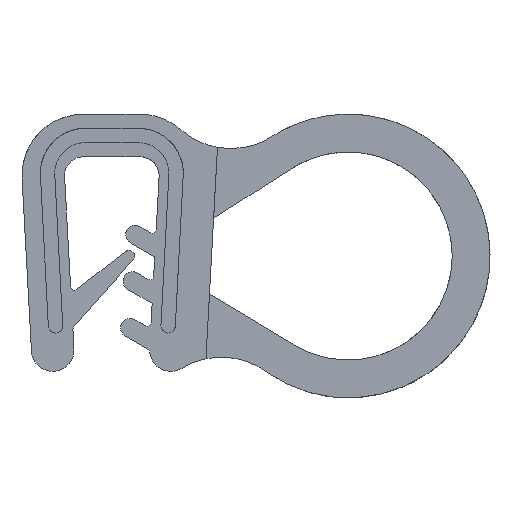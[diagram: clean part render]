
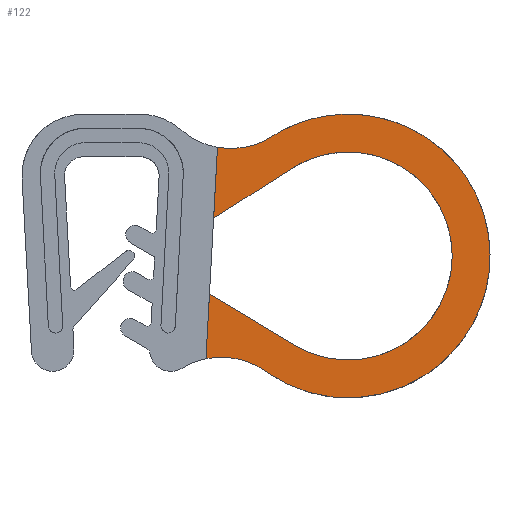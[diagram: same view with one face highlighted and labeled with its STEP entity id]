
A CAD part, front view. The second image highlights one B-rep face of the part: STEP entity #122.
In plain terms, the highlighted free-form (B-spline) face has degree [1, 1] with [2, 2] control points.
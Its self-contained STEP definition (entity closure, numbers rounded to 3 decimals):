
#5=CARTESIAN_POINT('',(4.228,0.0,0.749));
#6=CARTESIAN_POINT('',(20.75,0.0,0.749));
#7=CARTESIAN_POINT('',(4.228,0.0,-15.749));
#8=CARTESIAN_POINT('',(20.75,0.0,-15.749));
#9=B_SPLINE_SURFACE_WITH_KNOTS('',1,1,((#5,#7),(#6,#8)),.UNSPECIFIED.,.F.,.F.,.U.,(2,2),(2,2),(0.0,16.523),(0.0,16.498),.UNSPECIFIED.);
#10=CARTESIAN_POINT('',(5.588,0.0,-1.752));
#11=VERTEX_POINT('',#10);
#12=CARTESIAN_POINT('',(8.456,0.0,-1.184));
#13=VERTEX_POINT('',#12);
#14=CARTESIAN_POINT('',(5.588,0.0,-1.752));
#15=CARTESIAN_POINT('',(7.133,0.0,-2.031));
#16=CARTESIAN_POINT('',(8.456,0.0,-1.184));
#24=(BOUNDED_CURVE()B_SPLINE_CURVE(2,(#14,#15,#16),.UNSPECIFIED.,.F.,.U.)CURVE()GEOMETRIC_REPRESENTATION_ITEM()QUASI_UNIFORM_CURVE()RATIONAL_B_SPLINE_CURVE((1.0,0.931,1.0))REPRESENTATION_ITEM(''));
#25=EDGE_CURVE('',#11,#13,#24,.T.);
#26=ORIENTED_EDGE('',*,*,#25,.F.);
#27=CARTESIAN_POINT('',(5.383,0.0,-5.5));
#28=VERTEX_POINT('',#27);
#29=CARTESIAN_POINT('',(5.383,0.0,-5.5));
#30=CARTESIAN_POINT('',(5.588,0.0,-1.752));
#31=QUASI_UNIFORM_CURVE('',1,(#29,#30),.UNSPECIFIED.,.F.,.U.);
#32=EDGE_CURVE('',#28,#11,#31,.T.);
#33=ORIENTED_EDGE('',*,*,#32,.F.);
#34=CARTESIAN_POINT('',(9.555,0.0,-2.855));
#35=VERTEX_POINT('',#34);
#36=CARTESIAN_POINT('',(9.555,0.0,-2.855));
#37=CARTESIAN_POINT('',(5.383,0.0,-5.5));
#38=QUASI_UNIFORM_CURVE('',1,(#36,#37),.UNSPECIFIED.,.F.,.U.);
#39=EDGE_CURVE('',#35,#28,#38,.T.);
#40=ORIENTED_EDGE('',*,*,#39,.F.);
#41=CARTESIAN_POINT('',(9.66,0.0,-12.21));
#42=VERTEX_POINT('',#41);
#43=CARTESIAN_POINT('',(9.66,0.0,-12.21));
#44=CARTESIAN_POINT('',(10.051,0.0,-12.446));
#45=CARTESIAN_POINT('',(10.78,0.0,-12.769));
#46=CARTESIAN_POINT('',(11.917,0.0,-13.003));
#47=CARTESIAN_POINT('',(12.988,0.0,-13.015));
#48=CARTESIAN_POINT('',(14.22,0.0,-12.781));
#49=CARTESIAN_POINT('',(15.506,0.0,-12.194));
#50=CARTESIAN_POINT('',(16.577,0.0,-11.271));
#51=CARTESIAN_POINT('',(17.412,0.0,-10.101));
#52=CARTESIAN_POINT('',(17.88,0.0,-8.897));
#53=CARTESIAN_POINT('',(18.05,0.0,-7.5));
#54=CARTESIAN_POINT('',(17.894,0.0,-6.096));
#55=CARTESIAN_POINT('',(17.364,0.0,-4.817));
#56=CARTESIAN_POINT('',(16.495,0.0,-3.635));
#57=CARTESIAN_POINT('',(15.424,0.0,-2.755));
#58=CARTESIAN_POINT('',(14.184,0.0,-2.222));
#59=CARTESIAN_POINT('',(12.927,0.0,-1.969));
#60=CARTESIAN_POINT('',(11.36,0.0,-2.009));
#61=CARTESIAN_POINT('',(10.171,0.0,-2.463));
#62=CARTESIAN_POINT('',(9.555,0.0,-2.855));
#63=B_SPLINE_CURVE_WITH_KNOTS('',3,(#43,#44,#45,#46,#47,#48,#49,#50,#51,#52,#53,#54,#55,#56,#57,#58,#59,#60,#61,#62),.UNSPECIFIED.,.F.,.U.,(4,1,1,1,1,1,1,1,1,1,1,1,1,1,1,1,1,4),(0.,1.369,2.374,3.469,4.565,6.117,7.669,8.764,10.407,11.503,12.964,14.607,15.611,17.346,18.715,19.628,21.18,23.371),.UNSPECIFIED.);
#64=EDGE_CURVE('',#42,#35,#63,.T.);
#65=ORIENTED_EDGE('',*,*,#64,.F.);
#66=CARTESIAN_POINT('',(5.165,0.0,-9.5));
#67=VERTEX_POINT('',#66);
#68=CARTESIAN_POINT('',(5.165,0.0,-9.5));
#69=CARTESIAN_POINT('',(9.66,0.0,-12.21));
#70=QUASI_UNIFORM_CURVE('',1,(#68,#69),.UNSPECIFIED.,.F.,.U.);
#71=EDGE_CURVE('',#67,#42,#70,.T.);
#72=ORIENTED_EDGE('',*,*,#71,.F.);
#73=CARTESIAN_POINT('',(4.978,0.0,-12.932));
#74=VERTEX_POINT('',#73);
#75=CARTESIAN_POINT('',(4.978,0.0,-12.932));
#76=CARTESIAN_POINT('',(5.165,0.0,-9.5));
#77=QUASI_UNIFORM_CURVE('',1,(#75,#76),.UNSPECIFIED.,.F.,.U.);
#78=EDGE_CURVE('',#74,#67,#77,.T.);
#79=ORIENTED_EDGE('',*,*,#78,.F.);
#80=CARTESIAN_POINT('',(8.13,0.0,-13.596));
#81=VERTEX_POINT('',#80);
#82=CARTESIAN_POINT('',(8.13,0.0,-13.596));
#83=CARTESIAN_POINT('',(6.7,0.0,-12.57));
#84=CARTESIAN_POINT('',(4.978,0.0,-12.932));
#92=(BOUNDED_CURVE()B_SPLINE_CURVE(2,(#82,#83,#84),.UNSPECIFIED.,.F.,.U.)CURVE()GEOMETRIC_REPRESENTATION_ITEM()QUASI_UNIFORM_CURVE()RATIONAL_B_SPLINE_CURVE((1.0,0.915,1.0))REPRESENTATION_ITEM(''));
#93=EDGE_CURVE('',#81,#74,#92,.T.);
#94=ORIENTED_EDGE('',*,*,#93,.F.);
#95=CARTESIAN_POINT('',(8.13,0.0,-13.596));
#96=CARTESIAN_POINT('',(8.612,0.0,-13.941));
#97=CARTESIAN_POINT('',(9.769,0.0,-14.578));
#98=CARTESIAN_POINT('',(11.637,0.0,-15.038));
#99=CARTESIAN_POINT('',(13.469,0.0,-14.998));
#100=CARTESIAN_POINT('',(15.287,0.0,-14.552));
#101=CARTESIAN_POINT('',(16.868,0.0,-13.697));
#102=CARTESIAN_POINT('',(18.208,0.0,-12.452));
#103=CARTESIAN_POINT('',(19.086,0.0,-11.196));
#104=CARTESIAN_POINT('',(19.641,0.0,-9.908));
#105=CARTESIAN_POINT('',(19.961,0.0,-8.588));
#106=CARTESIAN_POINT('',(20.061,0.0,-6.932));
#107=CARTESIAN_POINT('',(19.698,0.0,-5.084));
#108=CARTESIAN_POINT('',(18.877,0.0,-3.446));
#109=CARTESIAN_POINT('',(17.892,0.0,-2.219));
#110=CARTESIAN_POINT('',(16.689,0.0,-1.205));
#111=CARTESIAN_POINT('',(15.063,0.0,-0.359));
#112=CARTESIAN_POINT('',(13.268,0.0,0.037));
#113=CARTESIAN_POINT('',(11.482,0.0,-0.013));
#114=CARTESIAN_POINT('',(9.911,0.0,-0.396));
#115=CARTESIAN_POINT('',(8.919,0.0,-0.887));
#116=CARTESIAN_POINT('',(8.456,0.0,-1.184));
#117=B_SPLINE_CURVE_WITH_KNOTS('',3,(#95,#96,#97,#98,#99,#100,#101,#102,#103,#104,#105,#106,#107,#108,#109,#110,#111,#112,#113,#114,#115,#116),.UNSPECIFIED.,.F.,.U.,(4,1,1,1,1,1,1,1,1,1,1,1,1,1,1,1,1,1,1,4),(0.,1.777,3.935,5.713,7.236,9.521,11.044,12.695,14.091,15.234,16.757,19.042,20.819,22.216,23.739,25.516,27.675,29.198,30.848,32.499),.UNSPECIFIED.);
#118=EDGE_CURVE('',#81,#13,#117,.T.);
#119=ORIENTED_EDGE('',*,*,#118,.T.);
#120=EDGE_LOOP('',(#26,#33,#40,#65,#72,#79,#94,#119));
#121=FACE_OUTER_BOUND('',#120,.T.);
#122=ADVANCED_FACE('',(#121),#9,.F.);
